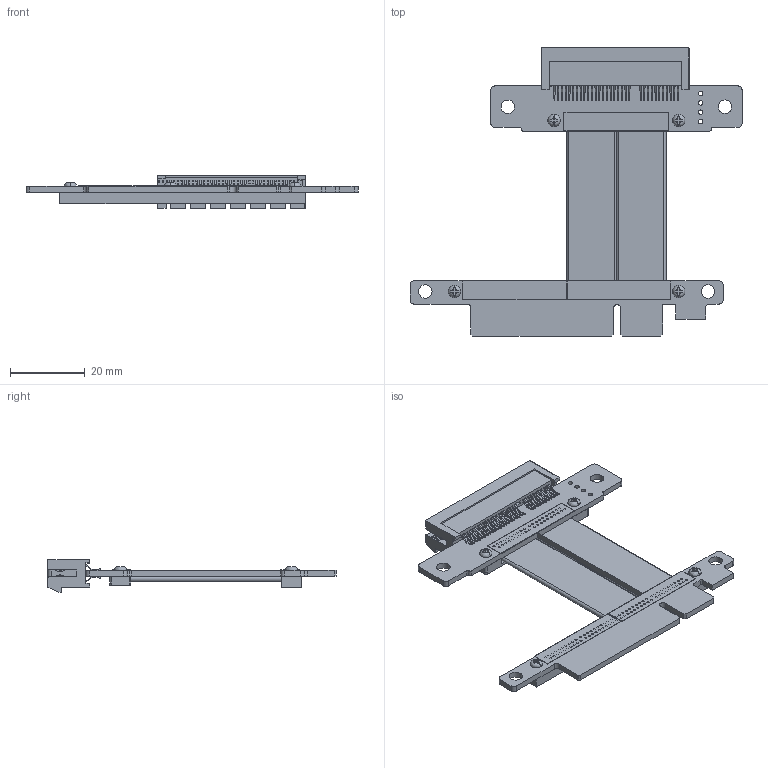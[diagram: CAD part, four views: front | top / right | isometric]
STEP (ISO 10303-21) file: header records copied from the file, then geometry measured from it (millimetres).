
FILE_DESCRIPTION(('Open CASCADE Model'),'2;1');
FILE_NAME('Open CASCADE Shape Model','2020-03-21T03:17:28',('Author'),( 'Open CASCADE'),'Open CASCADE STEP processor 6.8','Open CASCADE 6.8' ,'Unknown');
FILE_SCHEMA(('AUTOMOTIVE_DESIGN { 1 0 10303 214 1 1 1 1 }'));
Length unit declared in the file: millimetre
Products named in the file (93): PCB; Board; Open CASCADE STEP translator 6.8 29.1.1; AAA-PCI-4×_3D_RGB4404530; Free-Models; R8S-PAD-20170526; Hexagon_nut_ISO_4032_(DIN_934)_-_M2_RGB9411503; G0033_RGB9411503; Tape28x5_RGB0; RP22S-PAD; cable20-43
Assembly tree (264 placements, depth 3):
  PCB
    Board
      Open CASCADE STEP translator 6.8 29.1.1
    (unnamed)
      AAA-PCI-4×_3D_RGB4404530
    Free-Models
      R8S-PAD-20170526
      Hexagon_nut_ISO_4032_(DIN_934)_-_M2_RGB9411503  x4
      G0033_RGB9411503  x4
      Tape28x5_RGB0  x3
      RP22S-PAD
      cable20-43  x4
      cable20-43  x2
      cable20-43  x4
      cable20-43  x2
      cable20-43  x4
      cable20-43  x2
      cable20-43  x4
      cable20-43  x2
      cable20-43  x4
      cable20-43  x2
      cable20-43  x4
      cable20-43  x2
      cable20-43  x4
      cable20-43  x2
      cable20-43  x4
      cable20-43  x2
      cable20-43  x4
      cable20-43  x2
      cable20-43  x4
      cable20-43  x2
      cable20-43  x4
      cable20-43  x2
      cable20-43  x4
      cable20-43  x2
      cable20-43  x4
      cable20-43  x2
      cable20-43  x4
      cable20-43  x2
      cable20-43  x4
      cable20-43  x2
      cable20-43  x4
      cable20-43  x2
      cable20-43  x4
      cable20-43  x2
      cable20-43  x4
      cable20-43  x2
      cable20-43  x4
      cable20-43  x2
      cable20-43  x4
      cable20-43  x2
      cable20-43  x4
      cable20-43  x2
      cable20-43  x4
      cable20-43  x2
      cable20-43  x4
      cable20-43  x2
      cable20-43  x4
      cable20-43  x2
      cable20-43  x4
Bounding box: 88.65 x 76.99 x 8.78 mm (x, y, z)
Volume: 10253.1 mm3; surface area: 25417.4 mm2
Topology: 261 solids, 261 shells, 4644 faces, 10632 edges, 6596 vertices
Faces by surface type: plane 2293, cylinder 1659, bspline 396, revolution 248, cone 48
Full cylindrical faces by diameter (mm): 0.4 x600, 0.6 x120, 1.2 x4, 2.2 x7, 2.216 x1, 3.6 x4, 4 x2, 4.8 x2
Entity records: 142227 total; most frequent: CARTESIAN_POINT 26929, ORIENTED_EDGE 17432, DIRECTION 15936, EDGE_CURVE 8716, LINE 5680, VECTOR 5680, VERTEX_POINT 5384, AXIS2_PLACEMENT_3D 5087
